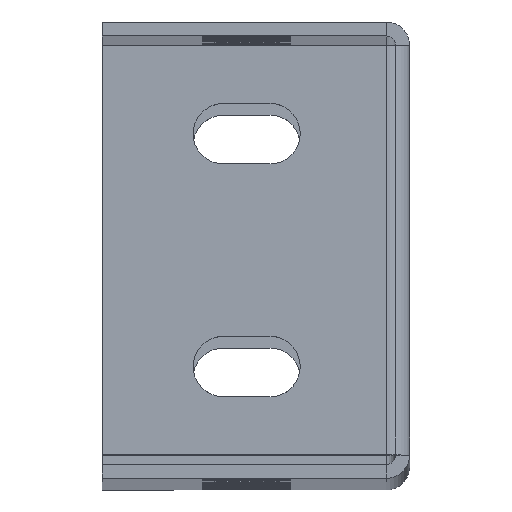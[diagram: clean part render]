
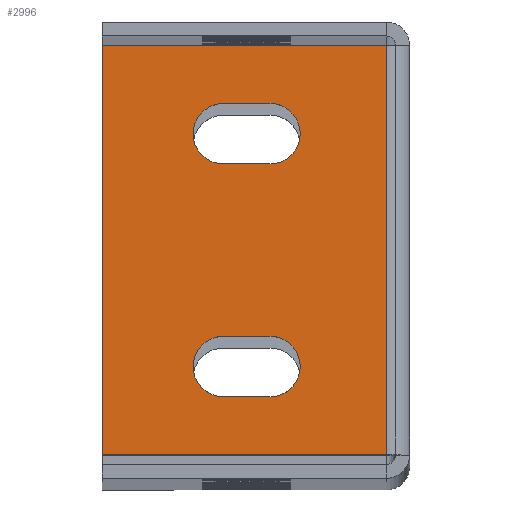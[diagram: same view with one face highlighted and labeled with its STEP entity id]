
A CAD part, top view. The second image highlights one B-rep face of the part: STEP entity #2996.
In plain terms, the highlighted planar face has unit normal (0, 0, 1).
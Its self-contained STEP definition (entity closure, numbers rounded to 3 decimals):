
#215 = DIRECTION ( 'NONE',  ( 0., 0., -1. ) ) ;
#385 = DIRECTION ( 'NONE',  ( 0., 0., -1. ) ) ;
#397 = FACE_OUTER_BOUND ( 'NONE', #5474, .T. ) ;
#488 = CARTESIAN_POINT ( 'NONE',  ( 18., -12., 721.5 ) ) ;
#510 = CARTESIAN_POINT ( 'NONE',  ( 30.5, -46.5, 721.5 ) ) ;
#527 = EDGE_CURVE ( 'NONE', #2953, #2496, #2518, .T. ) ;
#704 = VERTEX_POINT ( 'NONE', #1304 ) ;
#802 = AXIS2_PLACEMENT_3D ( 'NONE', #17158, #4425, #1508 ) ;
#1145 = VERTEX_POINT ( 'NONE', #6064 ) ;
#1298 = EDGE_CURVE ( 'NONE', #4339, #8661, #10169, .T. ) ;
#1304 = CARTESIAN_POINT ( 'NONE',  ( 18., -40.25, 721.5 ) ) ;
#1382 = CARTESIAN_POINT ( 'NONE',  ( 9.75, -37., 721.5 ) ) ;
#1508 = DIRECTION ( 'NONE',  ( -1., 0., 0. ) ) ;
#1627 = CARTESIAN_POINT ( 'NONE',  ( 18., -37., 721.5 ) ) ;
#2198 = DIRECTION ( 'NONE',  ( -1., 0., 0. ) ) ;
#2496 = VERTEX_POINT ( 'NONE', #7813 ) ;
#2518 = LINE ( 'NONE', #3847, #4922 ) ;
#2727 = CARTESIAN_POINT ( 'NONE',  ( 13., -37., 721.5 ) ) ;
#2776 = DIRECTION ( 'NONE',  ( 1., 0., 0. ) ) ;
#2953 = VERTEX_POINT ( 'NONE', #8733 ) ;
#2996 = ADVANCED_FACE ( 'NONE', ( #13226, #7340, #397 ), #6110, .F. ) ;
#3050 = DIRECTION ( 'NONE',  ( -1., 0., 0. ) ) ;
#3525 = EDGE_CURVE ( 'NONE', #13211, #10662, #5416, .T. ) ;
#3547 = VERTEX_POINT ( 'NONE', #4012 ) ;
#3608 = CARTESIAN_POINT ( 'NONE',  ( 18., -40.25, 721.5 ) ) ;
#3847 = CARTESIAN_POINT ( 'NONE',  ( 18., -8.75, 721.5 ) ) ;
#3855 = VECTOR ( 'NONE', #5150, 1000. ) ;
#4012 = CARTESIAN_POINT ( 'NONE',  ( 13., -40.25, 721.5 ) ) ;
#4091 = CIRCLE ( 'NONE', #802, 3.25 ) ;
#4281 = EDGE_CURVE ( 'NONE', #11215, #10246, #8878, .T. ) ;
#4339 = VERTEX_POINT ( 'NONE', #5439 ) ;
#4425 = DIRECTION ( 'NONE',  ( 0., 0., -1. ) ) ;
#4450 = DIRECTION ( 'NONE',  ( 1., 0., 0. ) ) ;
#4586 = CARTESIAN_POINT ( 'NONE',  ( 0., -2.5, 721.5 ) ) ;
#4692 = ORIENTED_EDGE ( 'NONE', *, *, #6361, .T. ) ;
#4807 = VECTOR ( 'NONE', #16585, 1000. ) ;
#4922 = VECTOR ( 'NONE', #16964, 1000. ) ;
#5150 = DIRECTION ( 'NONE',  ( 0., -1., 0. ) ) ;
#5155 = CARTESIAN_POINT ( 'NONE',  ( 0., 0., 721.5 ) ) ;
#5416 = LINE ( 'NONE', #11126, #10051 ) ;
#5439 = CARTESIAN_POINT ( 'NONE',  ( 18., -15.25, 721.5 ) ) ;
#5467 = EDGE_LOOP ( 'NONE', ( #6135, #15718, #10071, #15382, #14880 ) ) ;
#5474 = EDGE_LOOP ( 'NONE', ( #15343, #14784, #4692, #15198 ) ) ;
#5533 = DIRECTION ( 'NONE',  ( 1., 0., 0. ) ) ;
#5842 = VERTEX_POINT ( 'NONE', #14069 ) ;
#5930 = DIRECTION ( 'NONE',  ( 0., 0., -1. ) ) ;
#5931 = DIRECTION ( 'NONE',  ( -1., 0., 0. ) ) ;
#6009 = CIRCLE ( 'NONE', #16480, 3.25 ) ;
#6064 = CARTESIAN_POINT ( 'NONE',  ( 18., -33.75, 721.5 ) ) ;
#6110 = PLANE ( 'NONE',  #17188 ) ;
#6135 = ORIENTED_EDGE ( 'NONE', *, *, #527, .T. ) ;
#6194 = AXIS2_PLACEMENT_3D ( 'NONE', #7225, #12927, #5533 ) ;
#6361 = EDGE_CURVE ( 'NONE', #17379, #13211, #6563, .T. ) ;
#6422 = CIRCLE ( 'NONE', #7038, 3.25 ) ;
#6563 = LINE ( 'NONE', #5155, #4807 ) ;
#6708 = CARTESIAN_POINT ( 'NONE',  ( 18., -33.75, 721.5 ) ) ;
#7038 = AXIS2_PLACEMENT_3D ( 'NONE', #8646, #5930, #7431 ) ;
#7132 = CARTESIAN_POINT ( 'NONE',  ( 0., -46.5, 721.5 ) ) ;
#7225 = CARTESIAN_POINT ( 'NONE',  ( 13., -37., 721.5 ) ) ;
#7340 = FACE_BOUND ( 'NONE', #5467, .T. ) ;
#7431 = DIRECTION ( 'NONE',  ( -1., 0., 0. ) ) ;
#7454 = CARTESIAN_POINT ( 'NONE',  ( 13., -15.25, 721.5 ) ) ;
#7813 = CARTESIAN_POINT ( 'NONE',  ( 18., -8.75, 721.5 ) ) ;
#7820 = CARTESIAN_POINT ( 'NONE',  ( 13., -33.75, 721.5 ) ) ;
#8034 = AXIS2_PLACEMENT_3D ( 'NONE', #488, #385, #17819 ) ;
#8536 = DIRECTION ( 'NONE',  ( 0., 0., -1. ) ) ;
#8646 = CARTESIAN_POINT ( 'NONE',  ( 13., -12., 721.5 ) ) ;
#8660 = VERTEX_POINT ( 'NONE', #14570 ) ;
#8661 = VERTEX_POINT ( 'NONE', #7454 ) ;
#8733 = CARTESIAN_POINT ( 'NONE',  ( 13., -8.75, 721.5 ) ) ;
#8841 = DIRECTION ( 'NONE',  ( 0., 0., -1. ) ) ;
#8878 = CIRCLE ( 'NONE', #6194, 3.25 ) ;
#9072 = ORIENTED_EDGE ( 'NONE', *, *, #10506, .T. ) ;
#9098 = EDGE_CURVE ( 'NONE', #3547, #11215, #11412, .T. ) ;
#9550 = CARTESIAN_POINT ( 'NONE',  ( 30.5, -46.5, 721.5 ) ) ;
#9613 = ORIENTED_EDGE ( 'NONE', *, *, #9935, .T. ) ;
#9658 = EDGE_CURVE ( 'NONE', #5842, #17379, #11512, .T. ) ;
#9935 = EDGE_CURVE ( 'NONE', #10246, #1145, #11112, .T. ) ;
#10051 = VECTOR ( 'NONE', #10266, 1000. ) ;
#10071 = ORIENTED_EDGE ( 'NONE', *, *, #1298, .T. ) ;
#10169 = LINE ( 'NONE', #15882, #11839 ) ;
#10246 = VERTEX_POINT ( 'NONE', #7820 ) ;
#10266 = DIRECTION ( 'NONE',  ( 1., 0., 0. ) ) ;
#10506 = EDGE_CURVE ( 'NONE', #1145, #704, #6009, .T. ) ;
#10662 = VERTEX_POINT ( 'NONE', #510 ) ;
#11109 = VECTOR ( 'NONE', #12914, 1000. ) ;
#11112 = LINE ( 'NONE', #6708, #13491 ) ;
#11126 = CARTESIAN_POINT ( 'NONE',  ( 0., -46.5, 721.5 ) ) ;
#11215 = VERTEX_POINT ( 'NONE', #1382 ) ;
#11412 = CIRCLE ( 'NONE', #12593, 3.25 ) ;
#11512 = LINE ( 'NONE', #4586, #11109 ) ;
#11839 = VECTOR ( 'NONE', #3050, 1000. ) ;
#12279 = EDGE_CURVE ( 'NONE', #2496, #4339, #15495, .T. ) ;
#12307 = EDGE_CURVE ( 'NONE', #5842, #10662, #13953, .T. ) ;
#12593 = AXIS2_PLACEMENT_3D ( 'NONE', #2727, #8536, #17163 ) ;
#12914 = DIRECTION ( 'NONE',  ( -1., 0., 0. ) ) ;
#12927 = DIRECTION ( 'NONE',  ( 0., 0., -1. ) ) ;
#13208 = EDGE_CURVE ( 'NONE', #8660, #2953, #4091, .T. ) ;
#13211 = VERTEX_POINT ( 'NONE', #7132 ) ;
#13226 = FACE_BOUND ( 'NONE', #14248, .T. ) ;
#13491 = VECTOR ( 'NONE', #2776, 1000. ) ;
#13953 = LINE ( 'NONE', #9550, #3855 ) ;
#14069 = CARTESIAN_POINT ( 'NONE',  ( 30.5, -2.5, 721.5 ) ) ;
#14248 = EDGE_LOOP ( 'NONE', ( #15677, #18225, #15684, #9613, #9072 ) ) ;
#14570 = CARTESIAN_POINT ( 'NONE',  ( 9.75, -12., 721.5 ) ) ;
#14784 = ORIENTED_EDGE ( 'NONE', *, *, #9658, .T. ) ;
#14828 = CARTESIAN_POINT ( 'NONE',  ( 0., 0., 721.5 ) ) ;
#14854 = CARTESIAN_POINT ( 'NONE',  ( 0., -2.5, 721.5 ) ) ;
#14880 = ORIENTED_EDGE ( 'NONE', *, *, #13208, .T. ) ;
#15198 = ORIENTED_EDGE ( 'NONE', *, *, #3525, .T. ) ;
#15343 = ORIENTED_EDGE ( 'NONE', *, *, #12307, .F. ) ;
#15382 = ORIENTED_EDGE ( 'NONE', *, *, #17567, .T. ) ;
#15495 = CIRCLE ( 'NONE', #8034, 3.25 ) ;
#15622 = EDGE_CURVE ( 'NONE', #704, #3547, #16448, .T. ) ;
#15677 = ORIENTED_EDGE ( 'NONE', *, *, #15622, .T. ) ;
#15684 = ORIENTED_EDGE ( 'NONE', *, *, #4281, .T. ) ;
#15718 = ORIENTED_EDGE ( 'NONE', *, *, #12279, .T. ) ;
#15882 = CARTESIAN_POINT ( 'NONE',  ( 18., -15.25, 721.5 ) ) ;
#16448 = LINE ( 'NONE', #3608, #17520 ) ;
#16480 = AXIS2_PLACEMENT_3D ( 'NONE', #1627, #8841, #4450 ) ;
#16585 = DIRECTION ( 'NONE',  ( 0., -1., 0. ) ) ;
#16964 = DIRECTION ( 'NONE',  ( 1., 0., 0. ) ) ;
#17158 = CARTESIAN_POINT ( 'NONE',  ( 13., -12., 721.5 ) ) ;
#17163 = DIRECTION ( 'NONE',  ( 1., 0., 0. ) ) ;
#17188 = AXIS2_PLACEMENT_3D ( 'NONE', #14828, #215, #5931 ) ;
#17379 = VERTEX_POINT ( 'NONE', #14854 ) ;
#17520 = VECTOR ( 'NONE', #2198, 1000. ) ;
#17567 = EDGE_CURVE ( 'NONE', #8661, #8660, #6422, .T. ) ;
#17819 = DIRECTION ( 'NONE',  ( -1., 0., 0. ) ) ;
#18225 = ORIENTED_EDGE ( 'NONE', *, *, #9098, .T. ) ;
